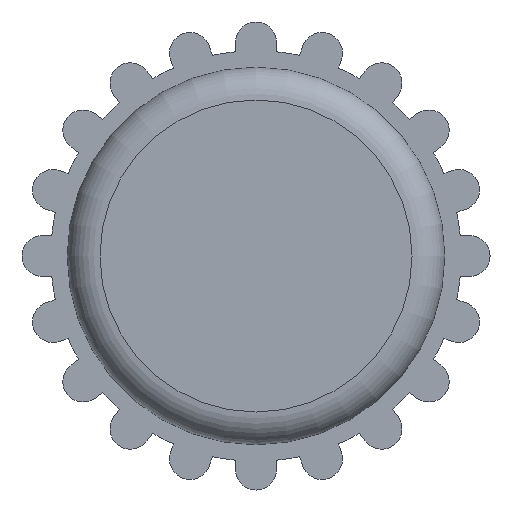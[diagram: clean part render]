
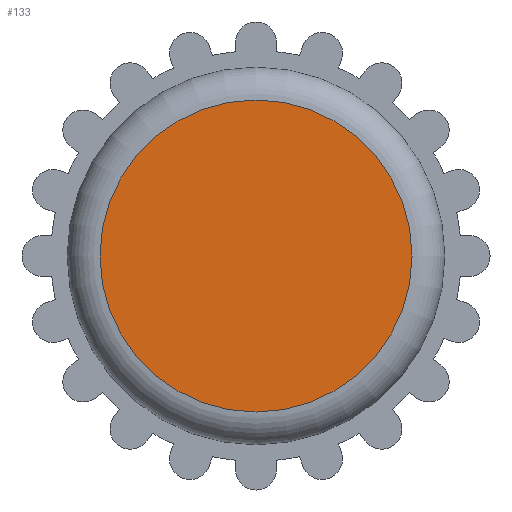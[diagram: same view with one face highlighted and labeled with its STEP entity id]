
A CAD part, front view. The second image highlights one B-rep face of the part: STEP entity #133.
In plain terms, the highlighted planar face has unit normal (0, -1, 0).
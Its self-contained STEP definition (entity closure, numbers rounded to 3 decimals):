
#133 = ADVANCED_FACE( '', ( #335 ), #336, .F. );
#335 = FACE_OUTER_BOUND( '', #608, .T. );
#336 = PLANE( '', #609 );
#608 = EDGE_LOOP( '', ( #930 ) );
#609 = AXIS2_PLACEMENT_3D( '', #931, #932, #933 );
#930 = ORIENTED_EDGE( '', *, *, #1733, .T. );
#931 = CARTESIAN_POINT( '', ( 9.5, 0., 0. ) );
#932 = DIRECTION( '', ( 0., 1., 0. ) );
#933 = DIRECTION( '', ( 0., 0., 1. ) );
#1733 = EDGE_CURVE( '', #2105, #2105, #2106, .T. );
#2105 = VERTEX_POINT( '', #2634 );
#2106 = CIRCLE( '', #2635, 9.5 );
#2634 = CARTESIAN_POINT( '', ( 0., 0., -9.5 ) );
#2635 = AXIS2_PLACEMENT_3D( '', #3227, #3228, #3229 );
#3227 = CARTESIAN_POINT( '', ( 0., 0., 0. ) );
#3228 = DIRECTION( '', ( 0., -1., 0. ) );
#3229 = DIRECTION( '', ( 0., 0., -1. ) );
